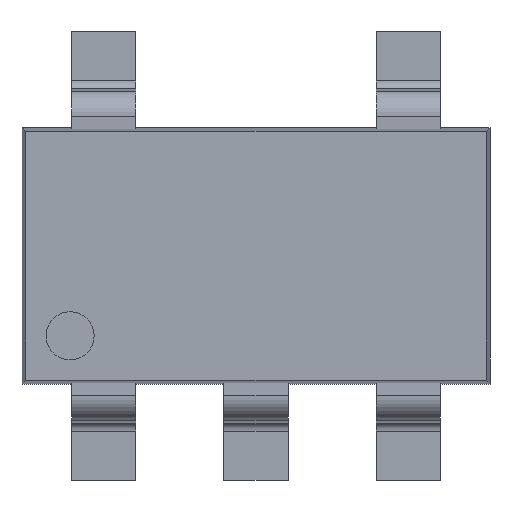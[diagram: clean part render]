
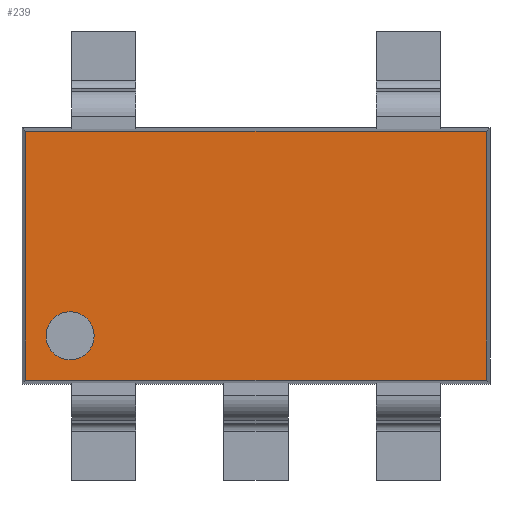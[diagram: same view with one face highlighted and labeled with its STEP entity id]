
A CAD part, top view. The second image highlights one B-rep face of the part: STEP entity #239.
In plain terms, the highlighted planar face has unit normal (0, 0, 1).
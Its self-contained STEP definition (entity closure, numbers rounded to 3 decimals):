
#23 = VERTEX_POINT ( 'NONE', #893 ) ;
#52 = FACE_BOUND ( 'NONE', #99, .T. ) ;
#78 = ORIENTED_EDGE ( 'NONE', *, *, #269, .T. ) ;
#87 = CARTESIAN_POINT ( 'NONE',  ( -1.436, -0.776, 0.45 ) ) ;
#95 = CARTESIAN_POINT ( 'NONE',  ( -1.46, 0.776, 0.45 ) ) ;
#99 = EDGE_LOOP ( 'NONE', ( #165, #616 ) ) ;
#103 = DIRECTION ( 'NONE',  ( 0., 0., 1. ) ) ;
#108 = CIRCLE ( 'NONE', #321, 0.15 ) ;
#124 = CARTESIAN_POINT ( 'NONE',  ( -1.16, -0.5, 0.45 ) ) ;
#165 = ORIENTED_EDGE ( 'NONE', *, *, #313, .F. ) ;
#198 = ORIENTED_EDGE ( 'NONE', *, *, #231, .T. ) ;
#201 = DIRECTION ( 'NONE',  ( 0., 0., 1. ) ) ;
#202 = EDGE_CURVE ( 'NONE', #23, #208, #108, .T. ) ;
#208 = VERTEX_POINT ( 'NONE', #896 ) ;
#210 = DIRECTION ( 'NONE',  ( 1., 0., 0. ) ) ;
#218 = VERTEX_POINT ( 'NONE', #607 ) ;
#231 = EDGE_CURVE ( 'NONE', #218, #687, #685, .T. ) ;
#239 = ADVANCED_FACE ( 'NONE', ( #52, #331 ), #339, .T. ) ;
#260 = CARTESIAN_POINT ( 'NONE',  ( 1.436, 0.8, 0.45 ) ) ;
#269 = EDGE_CURVE ( 'NONE', #780, #218, #799, .T. ) ;
#274 = CARTESIAN_POINT ( 'NONE',  ( 0., 0., 0.45 ) ) ;
#279 = CARTESIAN_POINT ( 'NONE',  ( -1.436, 0.8, 0.45 ) ) ;
#288 = VERTEX_POINT ( 'NONE', #658 ) ;
#313 = EDGE_CURVE ( 'NONE', #208, #23, #376, .T. ) ;
#321 = AXIS2_PLACEMENT_3D ( 'NONE', #124, #555, #678 ) ;
#330 = LINE ( 'NONE', #260, #610 ) ;
#331 = FACE_OUTER_BOUND ( 'NONE', #605, .T. ) ;
#339 = PLANE ( 'NONE',  #589 ) ;
#341 = ORIENTED_EDGE ( 'NONE', *, *, #408, .T. ) ;
#349 = DIRECTION ( 'NONE',  ( 0., -1., 0. ) ) ;
#373 = ORIENTED_EDGE ( 'NONE', *, *, #400, .T. ) ;
#376 = CIRCLE ( 'NONE', #844, 0.15 ) ;
#380 = DIRECTION ( 'NONE',  ( -1., 0., 0. ) ) ;
#385 = DIRECTION ( 'NONE',  ( 1., 0., 0. ) ) ;
#393 = CARTESIAN_POINT ( 'NONE',  ( -1.46, -0.776, 0.45 ) ) ;
#400 = EDGE_CURVE ( 'NONE', #687, #288, #891, .T. ) ;
#408 = EDGE_CURVE ( 'NONE', #288, #780, #330, .T. ) ;
#483 = DIRECTION ( 'NONE',  ( 1., 0., 0. ) ) ;
#499 = VECTOR ( 'NONE', #210, 1000. ) ;
#555 = DIRECTION ( 'NONE',  ( 0., 0., 1. ) ) ;
#589 = AXIS2_PLACEMENT_3D ( 'NONE', #274, #201, #483 ) ;
#605 = EDGE_LOOP ( 'NONE', ( #198, #373, #341, #78 ) ) ;
#607 = CARTESIAN_POINT ( 'NONE',  ( -1.436, 0.776, 0.45 ) ) ;
#610 = VECTOR ( 'NONE', #618, 1000. ) ;
#616 = ORIENTED_EDGE ( 'NONE', *, *, #202, .F. ) ;
#618 = DIRECTION ( 'NONE',  ( 0., 1., 0. ) ) ;
#658 = CARTESIAN_POINT ( 'NONE',  ( 1.436, -0.776, 0.45 ) ) ;
#671 = VECTOR ( 'NONE', #380, 1000. ) ;
#678 = DIRECTION ( 'NONE',  ( 1., 0., 0. ) ) ;
#685 = LINE ( 'NONE', #279, #830 ) ;
#687 = VERTEX_POINT ( 'NONE', #87 ) ;
#732 = CARTESIAN_POINT ( 'NONE',  ( -1.16, -0.5, 0.45 ) ) ;
#780 = VERTEX_POINT ( 'NONE', #862 ) ;
#799 = LINE ( 'NONE', #95, #671 ) ;
#830 = VECTOR ( 'NONE', #349, 1000. ) ;
#844 = AXIS2_PLACEMENT_3D ( 'NONE', #732, #103, #385 ) ;
#862 = CARTESIAN_POINT ( 'NONE',  ( 1.436, 0.776, 0.45 ) ) ;
#891 = LINE ( 'NONE', #393, #499 ) ;
#893 = CARTESIAN_POINT ( 'NONE',  ( -1.31, -0.5, 0.45 ) ) ;
#896 = CARTESIAN_POINT ( 'NONE',  ( -1.01, -0.5, 0.45 ) ) ;
